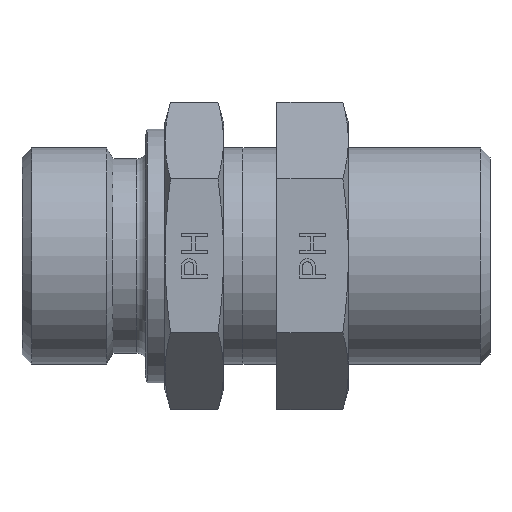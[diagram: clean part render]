
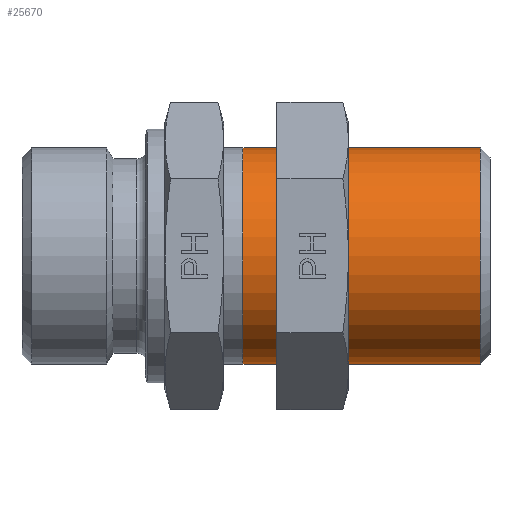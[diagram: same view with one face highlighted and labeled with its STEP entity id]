
A CAD part, top view. The second image highlights one B-rep face of the part: STEP entity #25670.
In plain terms, the highlighted cylindrical face has radius 16.625 mm (diameter 33.249 mm), a partial arc.
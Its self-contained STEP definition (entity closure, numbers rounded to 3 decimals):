
#7000=CARTESIAN_POINT('',(50.761,0.,0.));
#7010=DIRECTION('',(1.,-0.,-0.));
#7020=DIRECTION('',(-0.,-1.,0.));
#7030=AXIS2_PLACEMENT_3D('',#7000,#7010,#7020);
#7040=CYLINDRICAL_SURFACE('',#7030,16.625);
#7090=CARTESIAN_POINT('',(34.,16.625,0.));
#7100=VERTEX_POINT('',#7090);
#7130=CARTESIAN_POINT('',(34.,0.,0.));
#7140=DIRECTION('',(1.,-0.,-0.));
#7150=DIRECTION('',(-0.,-1.,0.));
#7160=AXIS2_PLACEMENT_3D('',#7130,#7140,#7150);
#7170=CIRCLE('',#7160,16.625);
#7180=CARTESIAN_POINT('',(34.,-16.625,0.));
#7190=VERTEX_POINT('',#7180);
#7200=EDGE_CURVE('',#7100,#7190,#7170,.T.);
#7410=CARTESIAN_POINT('',(70.521,16.625,0.));
#7420=VERTEX_POINT('',#7410);
#7500=CARTESIAN_POINT('',(70.521,-16.625,0.));
#7510=VERTEX_POINT('',#7500);
#7540=CARTESIAN_POINT('',(70.521,0.,0.));
#7550=DIRECTION('',(-1.,0.,0.));
#7560=DIRECTION('',(0.,1.,0.));
#7570=AXIS2_PLACEMENT_3D('',#7540,#7550,#7560);
#7580=CIRCLE('',#7570,16.625);
#7590=EDGE_CURVE('',#7510,#7420,#7580,.T.);
#7690=CARTESIAN_POINT('',(50.761,-16.625,0.));
#7700=DIRECTION('',(1.,-0.,-0.));
#7710=VECTOR('',#7700,1.);
#7720=LINE('',#7690,#7710);
#7730=EDGE_CURVE('',#7190,#7510,#7720,.T.);
#7770=CARTESIAN_POINT('',(50.761,16.625,0.));
#7780=DIRECTION('',(1.,-0.,-0.));
#7790=VECTOR('',#7780,1.);
#7800=LINE('',#7770,#7790);
#7810=EDGE_CURVE('',#7100,#7420,#7800,.T.);
#25610=ORIENTED_EDGE('',*,*,#7730,.T.);
#25620=ORIENTED_EDGE('',*,*,#7200,.T.);
#25630=ORIENTED_EDGE('',*,*,#7810,.F.);
#25640=ORIENTED_EDGE('',*,*,#7590,.T.);
#25650=EDGE_LOOP('',(#25640,#25630,#25620,#25610));
#25660=FACE_OUTER_BOUND('',#25650,.T.);
#25670=ADVANCED_FACE('',(#25660),#7040,.T.);
